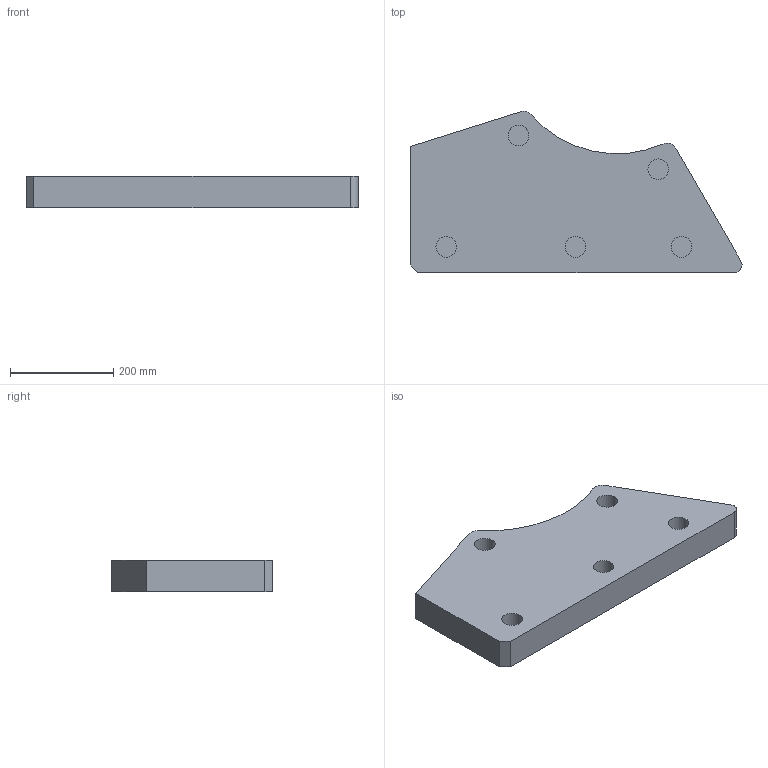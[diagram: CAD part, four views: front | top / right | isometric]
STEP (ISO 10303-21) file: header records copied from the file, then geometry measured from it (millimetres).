
FILE_DESCRIPTION((''),'2;1');
FILE_NAME('TEMP.stp','2020-08-15T11:30:42',(''),(''),'STEP Write','Mastercam X9 ... CNC Software, Inc.','');
FILE_SCHEMA(('AUTOMOTIVE_DESIGN'));
Length unit declared in the file: millimetre
Products named in the file (1): None
Bounding box: 642.02 x 312.14 x 60 mm (x, y, z)
Volume: 8830653.4 mm3; surface area: 429884.8 mm2
Topology: 1 solids, 1 shells, 21 faces, 56 edges, 51 vertices
Faces by surface type: plane 12, cylinder 9
Full cylindrical faces by diameter (mm): 40 x5
Entity records: 661 total; most frequent: DIRECTION 120, CARTESIAN_POINT 113, ORIENTED_EDGE 74, AXIS2_PLACEMENT_3D 48, EDGE_CURVE 37, EDGE_LOOP 31, VERTEX_POINT 28, CIRCLE 27
